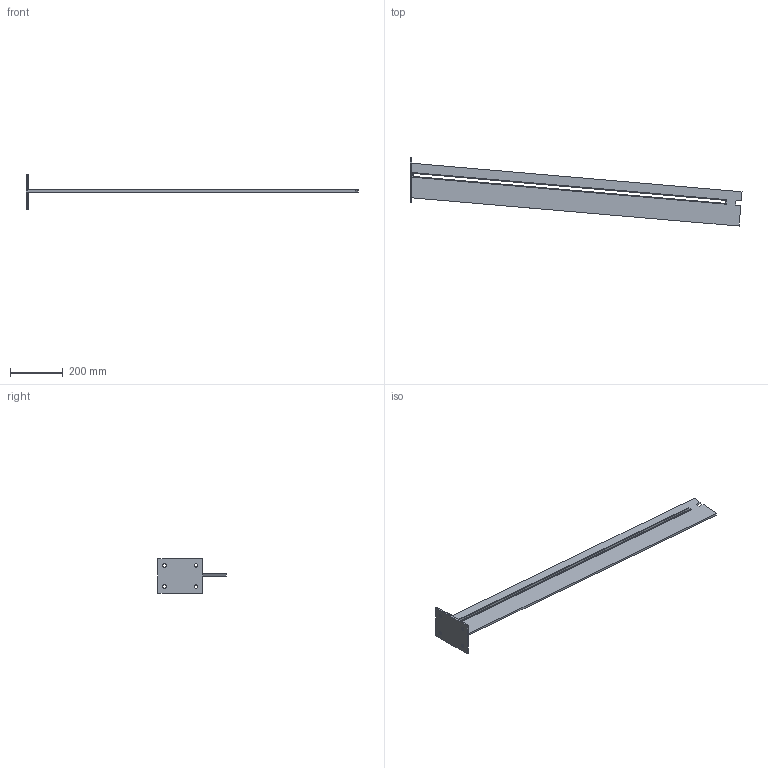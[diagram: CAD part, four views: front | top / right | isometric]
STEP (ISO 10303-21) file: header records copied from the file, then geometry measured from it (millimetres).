
FILE_DESCRIPTION (( 'STEP AP203' ), '1' );
FILE_NAME ('3D_GG4472_17,52 1SE=4St_188739922.STEP', '2024-10-24T08:48:35', ( '' ), ( '' ), 'SwSTEP 2.0', 'SolidWorks 2023', '' );
FILE_SCHEMA (( 'CONFIG_CONTROL_DESIGN' ));
Length unit declared in the file: millimetre
Products named in the file (1): 3D_GG4472_17,52 1SE=4St_188739922
Bounding box: 1262.32 x 259 x 130 mm (x, y, z)
Volume: 1341017.2 mm3; surface area: 432679.4 mm2
Topology: 3 solids, 3 shells, 42 faces, 108 edges, 72 vertices
Faces by surface type: plane 34, cylinder 8
Entity records: 1365 total; most frequent: CARTESIAN_POINT 223, ORIENTED_EDGE 216, DIRECTION 210, EDGE_CURVE 108, VECTOR 92, LINE 92, VERTEX_POINT 72, AXIS2_PLACEMENT_3D 59
